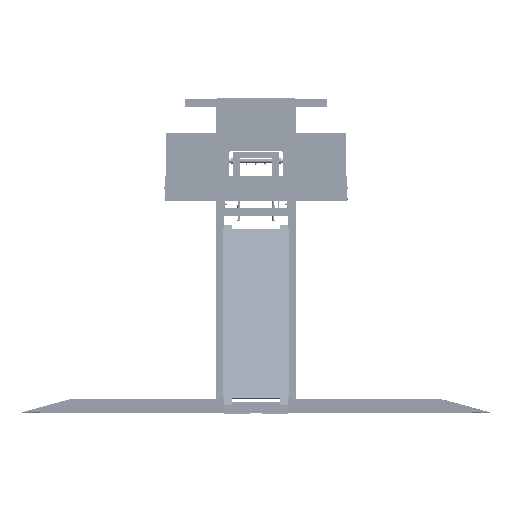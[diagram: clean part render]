
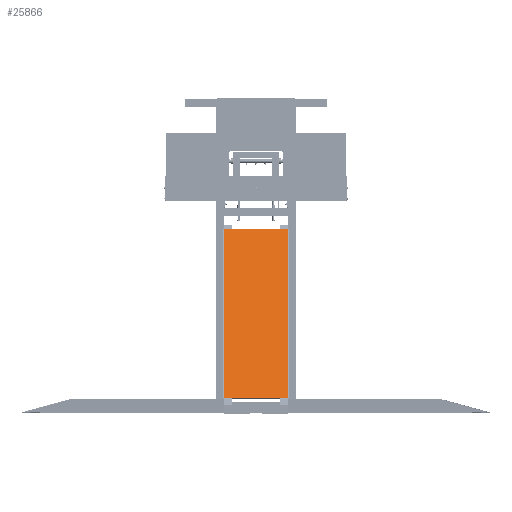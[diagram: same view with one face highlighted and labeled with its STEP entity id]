
A CAD part, top view. The second image highlights one B-rep face of the part: STEP entity #25866.
In plain terms, the highlighted face is planar.
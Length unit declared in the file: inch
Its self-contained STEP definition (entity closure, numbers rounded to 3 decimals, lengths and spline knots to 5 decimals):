
#2898=LINE('',#41586,#4906);
#2902=LINE('',#41593,#4910);
#2905=LINE('',#41599,#4913);
#2907=LINE('',#41602,#4915);
#4906=VECTOR('',#33824,39.37008);
#4910=VECTOR('',#33830,39.37008);
#4913=VECTOR('',#33835,39.37008);
#4915=VECTOR('',#33839,39.37008);
#6603=PLANE('',#29801);
#8609=FACE_OUTER_BOUND('',#10358,.T.);
#10358=EDGE_LOOP('',(#20128,#20129,#20130,#20131));
#13505=VERTEX_POINT('',#41583);
#13506=VERTEX_POINT('',#41585);
#13508=VERTEX_POINT('',#41591);
#13510=VERTEX_POINT('',#41597);
#16057=EDGE_CURVE('',#13505,#13506,#2898,.T.);
#16061=EDGE_CURVE('',#13505,#13508,#2902,.T.);
#16064=EDGE_CURVE('',#13508,#13510,#2905,.T.);
#16066=EDGE_CURVE('',#13506,#13510,#2907,.T.);
#20128=ORIENTED_EDGE('',*,*,#16057,.F.);
#20129=ORIENTED_EDGE('',*,*,#16061,.T.);
#20130=ORIENTED_EDGE('',*,*,#16064,.T.);
#20131=ORIENTED_EDGE('',*,*,#16066,.F.);
#25866=ADVANCED_FACE('',(#8609),#6603,.T.);
#29801=AXIS2_PLACEMENT_3D('',#41603,#33840,#33841);
#33824=DIRECTION('',(0.,0.,1.));
#33830=DIRECTION('',(1.,0.,0.));
#33835=DIRECTION('',(0.,0.,1.));
#33839=DIRECTION('',(1.,0.,0.));
#33840=DIRECTION('center_axis',(0.,-1.,0.));
#33841=DIRECTION('ref_axis',(1.,0.,0.));
#41583=CARTESIAN_POINT('',(140.54722,-0.125,0.));
#41585=CARTESIAN_POINT('',(140.54722,-0.125,70.4));
#41586=CARTESIAN_POINT('',(140.54722,-0.125,35.2));
#41591=CARTESIAN_POINT('',(157.54722,-0.125,0.));
#41593=CARTESIAN_POINT('',(149.04722,-0.125,0.));
#41597=CARTESIAN_POINT('',(157.54722,-0.125,70.4));
#41599=CARTESIAN_POINT('',(157.54722,-0.125,35.2));
#41602=CARTESIAN_POINT('',(149.04722,-0.125,70.4));
#41603=CARTESIAN_POINT('Origin',(149.04722,-0.125,35.2));
